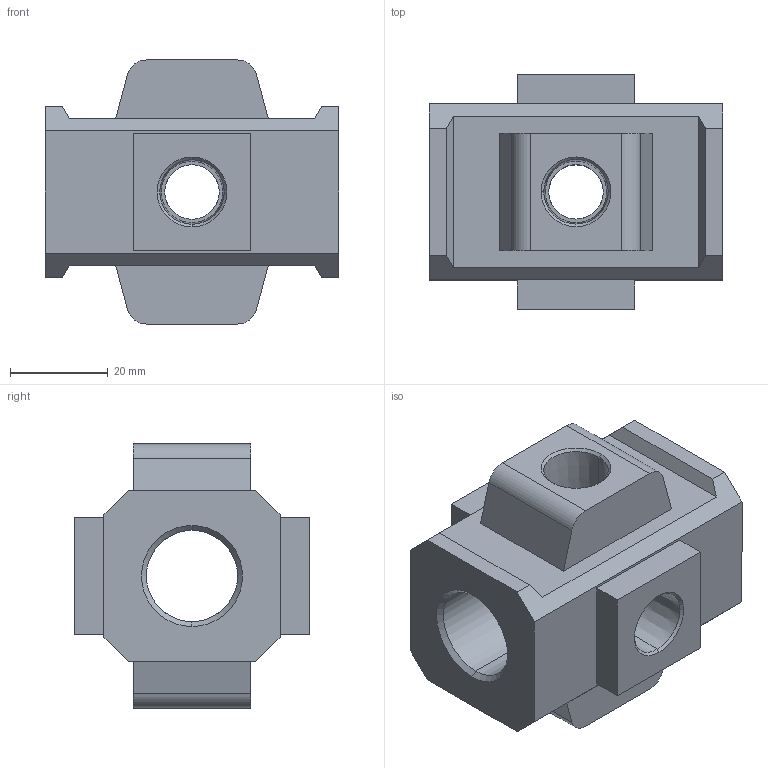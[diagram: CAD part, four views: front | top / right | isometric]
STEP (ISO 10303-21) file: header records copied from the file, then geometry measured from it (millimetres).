
FILE_DESCRIPTION (( 'STEP AP214' ), '1' );
FILE_NAME ('Y44-02-A.step.step', '2014-02-18T00:15:21', ( 'Windows User' ), ( '' ), 'SwSTEP 2.0', 'SolidWorks 2014', '' );
FILE_SCHEMA (( 'AUTOMOTIVE_DESIGN' ));
Length unit declared in the file: millimetre
Products named in the file (2): Y44-02-A.step; Y44-02-A.step_Y3035E Interface_44
Assembly tree (1 placements, depth 2):
  Y44-02-A.step
    Y44-02-A.step_Y3035E Interface_44
Bounding box: 60 x 48 x 54 mm (x, y, z)
Volume: 63824.1 mm3; surface area: 18086.2 mm2
Topology: 1 solids, 1 shells, 76 faces, 188 edges, 120 vertices
Faces by surface type: plane 42, cone 20, cylinder 14
Entity records: 2626 total; most frequent: CARTESIAN_POINT 712, DIRECTION 388, ORIENTED_EDGE 376, EDGE_CURVE 188, VECTOR 132, LINE 132, AXIS2_PLACEMENT_3D 128, VERTEX_POINT 120
